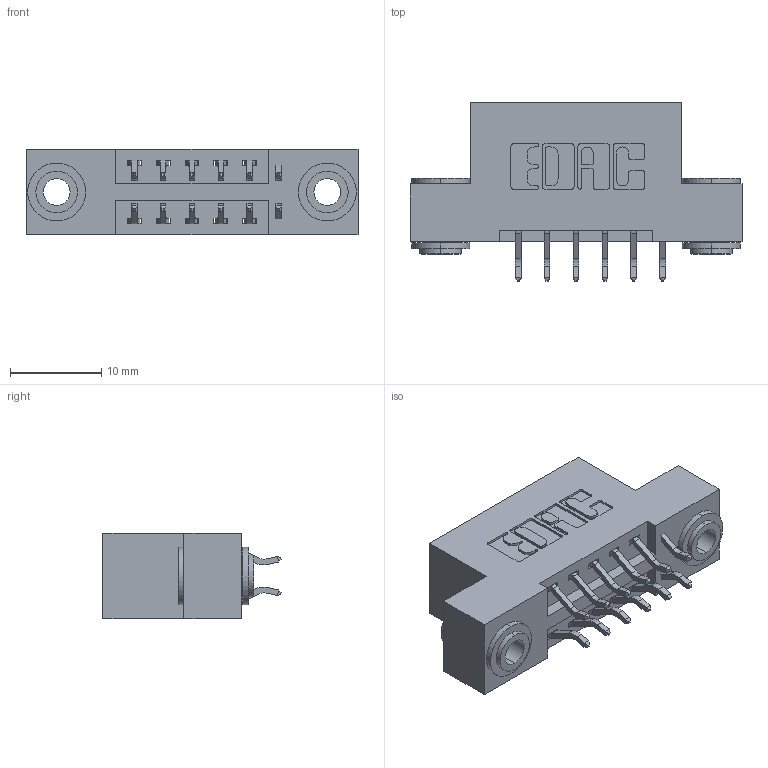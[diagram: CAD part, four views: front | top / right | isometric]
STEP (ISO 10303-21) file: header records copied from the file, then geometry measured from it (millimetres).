
FILE_DESCRIPTION (( 'STEP AP203' ), '1' );
FILE_NAME ('346-012-556-203.STEP', '2022-05-17T20:31:07', ( '' ), ( '' ), 'SwSTEP 2.0', 'SolidWorks 2020', '' );
FILE_SCHEMA (( 'CONFIG_CONTROL_DESIGN' ));
Length unit declared in the file: inch
Products named in the file (4): 346-012-556-203; 345-250-002_345-250-002-102; 345-292-001_556 Tail; 346 Part_Flush Mounting Lugs - 0.156 Dia-TH
Assembly tree (15 placements, depth 2):
  346-012-556-203
    346 Part_Flush Mounting Lugs - 0.156 Dia-TH
    345-292-001_556 Tail  x12
    345-250-002_345-250-002-102  x2
Bounding box: 36.45 x 19.57 x 9.4 mm (x, y, z)
Volume: 3285.7 mm3; surface area: 4276.2 mm2
Topology: 15 solids, 15 shells, 858 faces, 2475 edges, 1630 vertices
Faces by surface type: plane 558, cylinder 292, cone 8
Entity records: 9594 total; most frequent: CARTESIAN_POINT 1619, ORIENTED_EDGE 1530, DIRECTION 1499, EDGE_CURVE 765, LINE 581, VECTOR 581, VERTEX_POINT 506, AXIS2_PLACEMENT_3D 459
